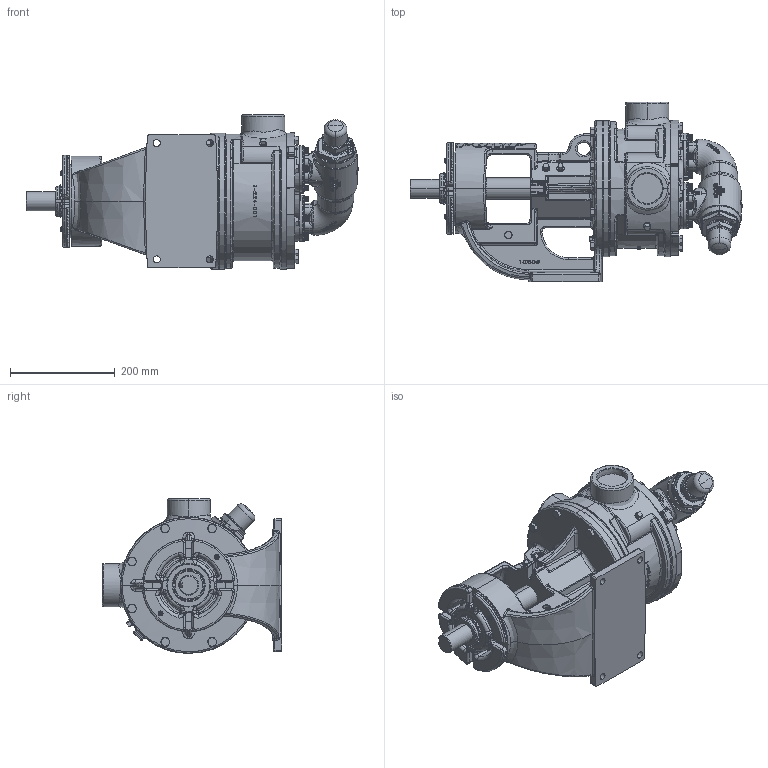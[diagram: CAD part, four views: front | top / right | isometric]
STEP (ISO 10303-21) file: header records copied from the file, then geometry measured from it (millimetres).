
FILE_DESCRIPTION (( 'STEP AP214' ), '1' );
FILE_NAME ('L124AE.STEP', '2016-08-09T16:17:27', ( '' ), ( '' ), 'SwSTEP 2.0', 'SolidWorks 2015', '' );
FILE_SCHEMA (( 'AUTOMOTIVE_DESIGN' ));
Length unit declared in the file: inch
Products named in the file (2): L124AE
Bounding box: 635.2 x 342.9 x 295.66 mm (x, y, z)
Volume: 13971595.6 mm3; surface area: 788527.9 mm2
Topology: 1 solids, 1 shells, 4091 faces, 10504 edges, 6459 vertices
Faces by surface type: plane 1286, bspline 1066, cylinder 973, cone 439, torus 228, sphere 99
Entity records: 262985 total; most frequent: CARTESIAN_POINT 134419, ORIENTED_EDGE 20804, DIRECTION 15958, EDGE_CURVE 10402, AXIS2_PLACEMENT_3D 6457, VERTEX_POINT 6457, EDGE_LOOP 4257, ADVANCED_FACE 4091
